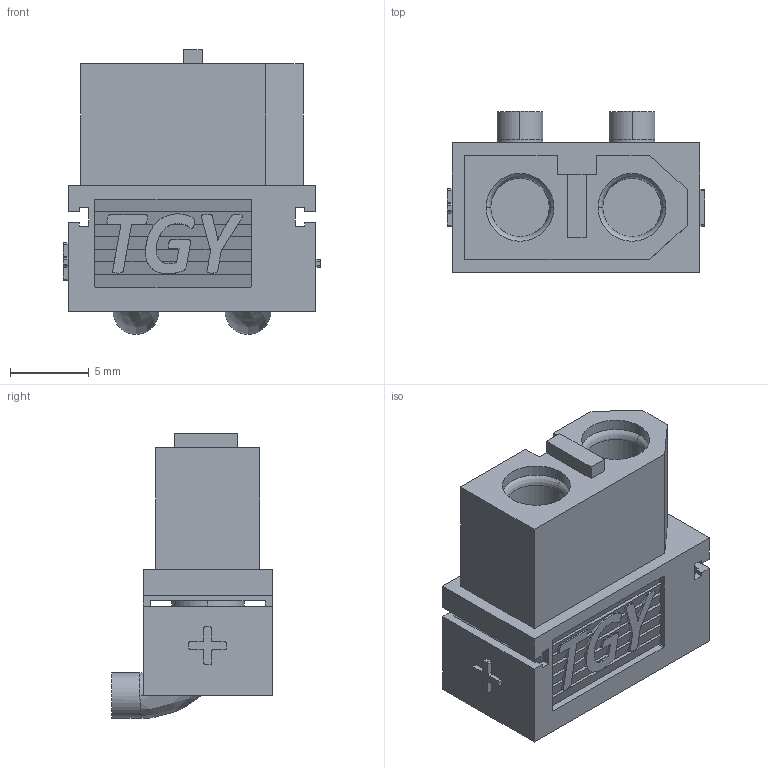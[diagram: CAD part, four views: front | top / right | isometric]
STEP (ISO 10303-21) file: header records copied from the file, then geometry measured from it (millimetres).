
FILE_DESCRIPTION (( 'STEP AP214' ), '1' );
FILE_NAME ('XT-60_Macho 1.STEP', '2020-08-10T03:28:07', ( '' ), ( '' ), 'SwSTEP 2.0', 'SolidWorks 2019', '' );
FILE_SCHEMA (( 'AUTOMOTIVE_DESIGN' ));
Length unit declared in the file: millimetre
Products named in the file (2): XT-60_Macho 1
Bounding box: 16.3 x 10.2 x 18.05 mm (x, y, z)
Volume: 935 mm3; surface area: 1737.1 mm2
Topology: 1 solids, 3 shells, 356 faces, 1016 edges, 672 vertices
Faces by surface type: plane 235, cylinder 64, bspline 53, torus 4
Entity records: 15581 total; most frequent: CARTESIAN_POINT 6311, ORIENTED_EDGE 2032, DIRECTION 1552, EDGE_CURVE 1016, LINE 722, VECTOR 722, VERTEX_POINT 672, AXIS2_PLACEMENT_3D 415
